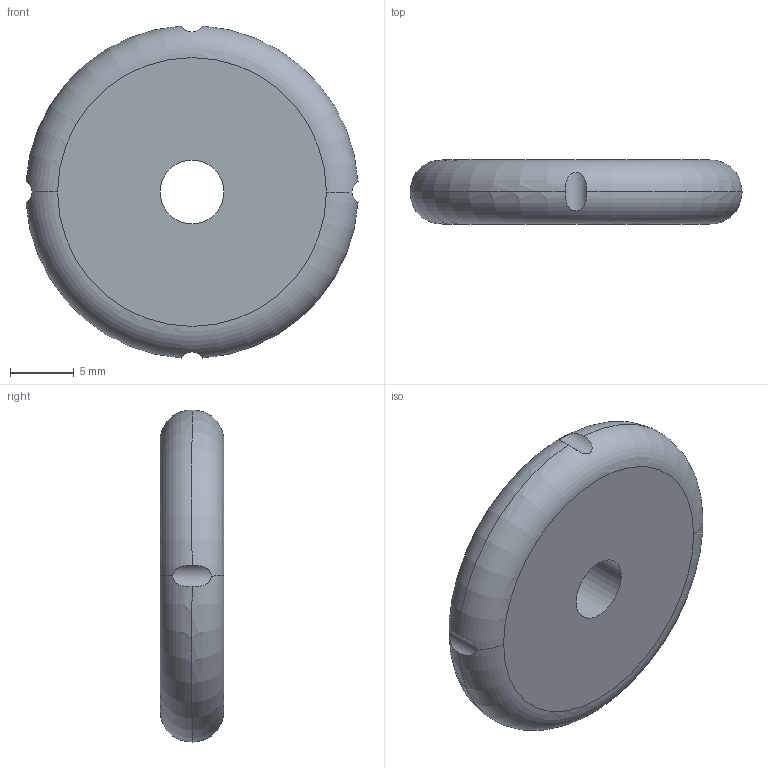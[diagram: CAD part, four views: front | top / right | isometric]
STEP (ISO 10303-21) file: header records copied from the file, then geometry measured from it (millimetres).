
FILE_DESCRIPTION(('CATIA V5 STEP Exchange'),'2;1');
FILE_NAME('Bouton de reglage - 00.stp','2017-05-20T10:46:35+00:00',('none'),('none'),'CATIA Version 5 Release 16 (IN-10)','CATIA V5 STEP AP203','none');
FILE_SCHEMA(('CONFIG_CONTROL_DESIGN'));
Length unit declared in the file: millimetre
Products named in the file (1): Bouton de reglage - 00
Bounding box: 25.94 x 5 x 25.94 mm (x, y, z)
Volume: 2342.4 mm3; surface area: 1330.1 mm2
Topology: 1 solids, 1 shells, 12 faces, 30 edges, 20 vertices
Faces by surface type: cylinder 6, torus 4, plane 2
Entity records: 539 total; most frequent: CARTESIAN_POINT 230, ORIENTED_EDGE 60, DIRECTION 40, EDGE_CURVE 30, AXIS2_PLACEMENT_3D 28, VERTEX_POINT 20, CIRCLE 16, EDGE_LOOP 14
